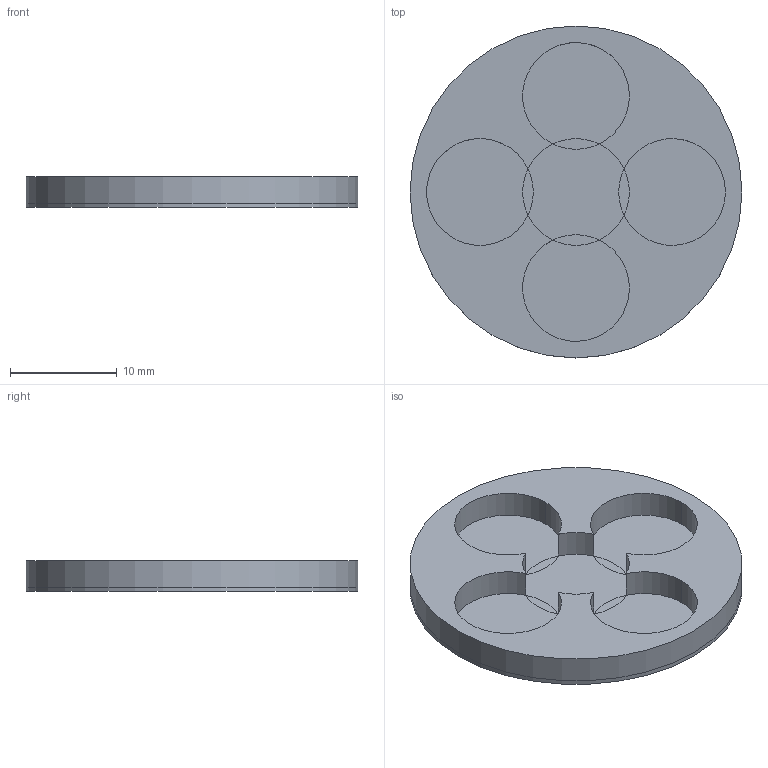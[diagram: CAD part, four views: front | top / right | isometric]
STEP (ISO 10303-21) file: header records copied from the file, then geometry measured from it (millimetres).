
FILE_DESCRIPTION(('FreeCAD Model'),'2;1');
FILE_NAME('Open CASCADE Shape Model','2024-03-08T11:57:19',(''),(''), 'Open CASCADE STEP processor 7.7','FreeCAD','Unknown');
FILE_SCHEMA(('AUTOMOTIVE_DESIGN { 1 0 10303 214 1 1 1 1 }'));
Length unit declared in the file: millimetre
Products named in the file (1): Tělo
Bounding box: 31.1 x 31.1 x 2.9 mm (x, y, z)
Volume: 1250.6 mm3; surface area: 2105.1 mm2
Topology: 1 solids, 1 shells, 24 faces, 48 edges, 27 vertices
Faces by surface type: cylinder 13, plane 11
Full cylindrical faces by diameter (mm): 31.1 x2
Entity records: 1273 total; most frequent: DIRECTION 229, CARTESIAN_POINT 196, ORIENTED_EDGE 96, PCURVE 96, DEFINITIONAL_REPRESENTATION 96, CIRCLE 79, LINE 65, VECTOR 65
